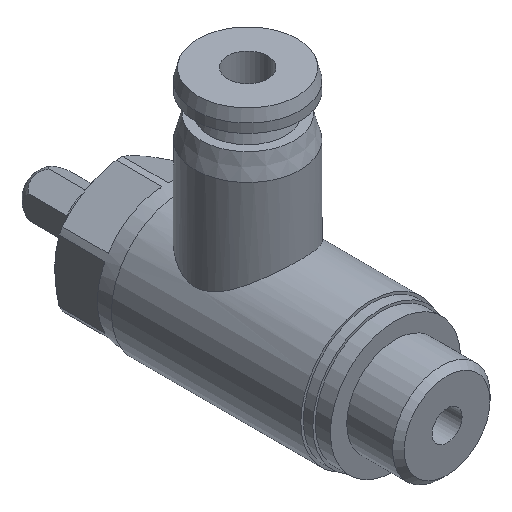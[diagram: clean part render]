
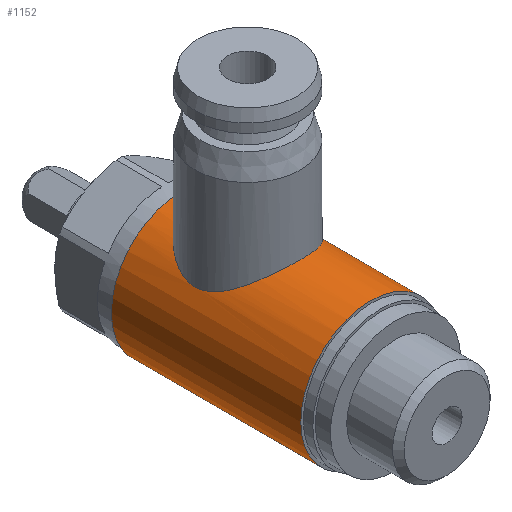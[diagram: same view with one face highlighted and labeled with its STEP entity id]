
A CAD part, isometric view. The second image highlights one B-rep face of the part: STEP entity #1152.
In plain terms, the highlighted cylindrical face has radius 7 mm (diameter 14 mm), a full revolution.
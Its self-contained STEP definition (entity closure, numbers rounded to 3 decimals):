
#125=B_SPLINE_CURVE_WITH_KNOTS('',3,(#1594,#1595,#1596,#1597,#1598,#1599,
#1600,#1601,#1602,#1603,#1604,#1605,#1606,#1607,#1608,#1609,#1610,#1611,
#1612,#1613),.UNSPECIFIED.,.T.,.F.,(1,1,1,1,1,1,1,1,1,1,1,1,1,1,1,1,1,1,
1,1,1,1,1,1),(-0.004,-0.002,-0.001,
0.,0.002,0.004,0.006,0.009,
0.011,0.013,0.015,0.017,
0.019,0.021,0.024,0.026,
0.028,0.03,0.032,0.033,
0.034,0.036,0.039,0.041),
 .UNSPECIFIED.);
#142=ORIENTED_EDGE('',*,*,#338,.F.);
#143=ORIENTED_EDGE('',*,*,#339,.T.);
#144=ORIENTED_EDGE('',*,*,#340,.F.);
#338=EDGE_CURVE('',#436,#436,#508,.T.);
#339=EDGE_CURVE('',#437,#437,#509,.T.);
#340=EDGE_CURVE('',#438,#438,#125,.T.);
#436=VERTEX_POINT('',#1591);
#437=VERTEX_POINT('',#1593);
#438=VERTEX_POINT('',#1614);
#508=CIRCLE('',#1218,7.);
#509=CIRCLE('',#1219,7.);
#562=EDGE_LOOP('',(#142));
#563=EDGE_LOOP('',(#143));
#564=EDGE_LOOP('',(#144));
#651=FACE_BOUND('',#562,.T.);
#652=FACE_BOUND('',#563,.T.);
#653=FACE_BOUND('',#564,.T.);
#739=CYLINDRICAL_SURFACE('',#1217,7.);
#1152=ADVANCED_FACE('',(#651,#652,#653),#739,.T.);
#1217=AXIS2_PLACEMENT_3D('',#1589,#1335,#1336);
#1218=AXIS2_PLACEMENT_3D('',#1590,#1337,#1338);
#1219=AXIS2_PLACEMENT_3D('',#1592,#1339,#1340);
#1335=DIRECTION('',(0.,-1.,0.));
#1336=DIRECTION('',(0.,0.,-1.));
#1337=DIRECTION('',(0.,-1.,0.));
#1338=DIRECTION('',(0.,0.,-1.));
#1339=DIRECTION('',(0.,-1.,0.));
#1340=DIRECTION('',(0.,0.,-1.));
#1589=CARTESIAN_POINT('',(0.,0.,0.));
#1590=CARTESIAN_POINT('',(0.,2.45,0.));
#1591=CARTESIAN_POINT('',(0.,2.45,-7.));
#1592=CARTESIAN_POINT('',(0.,21.35,0.));
#1593=CARTESIAN_POINT('',(0.,21.35,-7.));
#1594=CARTESIAN_POINT('',(-5.173,15.839,4.72));
#1595=CARTESIAN_POINT('',(-5.327,14.381,4.54));
#1596=CARTESIAN_POINT('',(-4.944,12.626,4.997));
#1597=CARTESIAN_POINT('',(-3.828,10.986,5.938));
#1598=CARTESIAN_POINT('',(-2.179,9.82,6.755));
#1599=CARTESIAN_POINT('',(-0.018,9.345,7.119));
#1600=CARTESIAN_POINT('',(2.134,9.8,6.77));
#1601=CARTESIAN_POINT('',(3.818,10.973,5.947));
#1602=CARTESIAN_POINT('',(4.934,12.6,5.007));
#1603=CARTESIAN_POINT('',(5.405,14.731,4.445));
#1604=CARTESIAN_POINT('',(4.947,16.874,4.994));
#1605=CARTESIAN_POINT('',(3.833,18.508,5.935));
#1606=CARTESIAN_POINT('',(2.181,19.679,6.755));
#1607=CARTESIAN_POINT('',(0.018,20.156,7.119));
#1608=CARTESIAN_POINT('',(-2.138,19.698,6.77));
#1609=CARTESIAN_POINT('',(-3.822,18.526,5.944));
#1610=CARTESIAN_POINT('',(-4.751,17.154,5.162));
#1611=CARTESIAN_POINT('',(-5.173,15.839,4.72));
#1612=CARTESIAN_POINT('',(-5.327,14.381,4.54));
#1613=CARTESIAN_POINT('',(-4.944,12.626,4.997));
#1614=CARTESIAN_POINT('',(-5.25,14.75,4.63));
